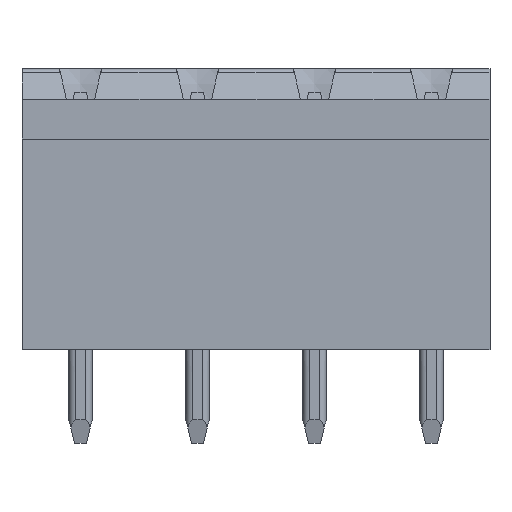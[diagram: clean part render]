
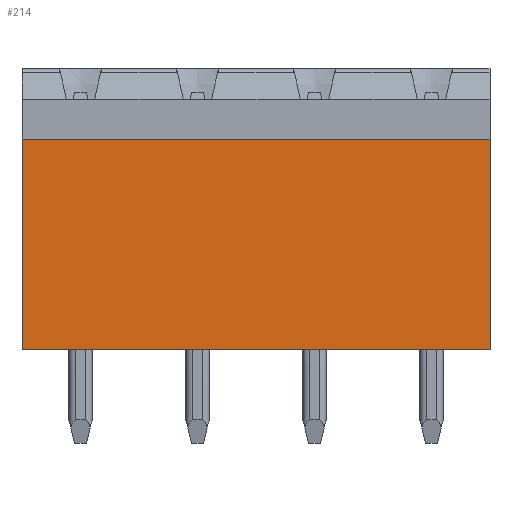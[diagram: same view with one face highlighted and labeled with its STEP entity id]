
A CAD part, front view. The second image highlights one B-rep face of the part: STEP entity #214.
In plain terms, the highlighted planar face has unit normal (0, -1, -0.022).
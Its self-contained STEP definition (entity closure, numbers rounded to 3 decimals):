
#214=ADVANCED_FACE('',(#507),#381,.F.);
#381=PLANE('',#3291);
#507=FACE_OUTER_BOUND('',#684,.T.);
#684=EDGE_LOOP('',(#1023,#1024,#1025,#1026));
#1023=ORIENTED_EDGE('',*,*,#2236,.F.);
#1024=ORIENTED_EDGE('',*,*,#2237,.T.);
#1025=ORIENTED_EDGE('',*,*,#2233,.F.);
#1026=ORIENTED_EDGE('',*,*,#2238,.T.);
#1919=VERTEX_POINT('',#4685);
#1920=VERTEX_POINT('',#4686);
#1921=VERTEX_POINT('',#4691);
#1922=VERTEX_POINT('',#4692);
#2233=EDGE_CURVE('',#1919,#1920,#2658,.T.);
#2236=EDGE_CURVE('',#1921,#1922,#2661,.T.);
#2237=EDGE_CURVE('',#1921,#1920,#2662,.T.);
#2238=EDGE_CURVE('',#1919,#1922,#2663,.T.);
#2658=LINE('',#4684,#2972);
#2661=LINE('',#4690,#2975);
#2662=LINE('',#4693,#2976);
#2663=LINE('',#4694,#2977);
#2972=VECTOR('',#3709,1.);
#2975=VECTOR('',#3714,1.);
#2976=VECTOR('',#3715,1.);
#2977=VECTOR('',#3716,1.);
#3291=AXIS2_PLACEMENT_3D('',#4695,#3717,#3718);
#3709=DIRECTION('',(1.,0.,0.));
#3714=DIRECTION('',(-1.,0.,0.));
#3715=DIRECTION('',(0.,-0.022,1.));
#3716=DIRECTION('',(0.,0.022,-1.));
#3717=DIRECTION('',(0.,1.,0.022));
#3718=DIRECTION('',(0.,0.022,-1.));
#4684=CARTESIAN_POINT('',(0.,0.8,-3.));
#4685=CARTESIAN_POINT('',(0.,0.8,-3.));
#4686=CARTESIAN_POINT('',(20.,0.8,-3.));
#4690=CARTESIAN_POINT('',(25.,1.,-12.));
#4691=CARTESIAN_POINT('',(20.,1.,-12.));
#4692=CARTESIAN_POINT('',(0.,1.,-12.));
#4693=CARTESIAN_POINT('',(20.,0.9,-7.5));
#4694=CARTESIAN_POINT('',(0.,0.8,-3.));
#4695=CARTESIAN_POINT('',(22.5,0.9,-7.5));
